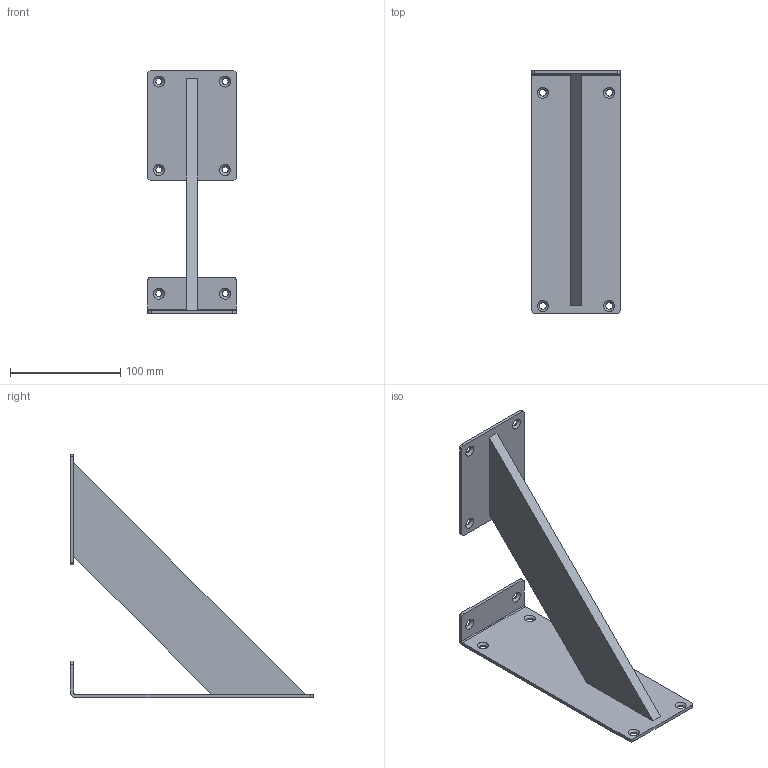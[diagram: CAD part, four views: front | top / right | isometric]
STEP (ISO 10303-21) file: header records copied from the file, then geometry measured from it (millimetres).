
FILE_DESCRIPTION(/* description */ ('Unknown'),/* implementation_level */ '2;1');
FILE_NAME(/* name */ '2024_05_03_Korfu_Korpus_Plus',/* time_stamp */ '2024-05-03T06:51:41+02:00',/* author */ ('Unknown'),/* organization */ ('Unknown'),/* preprocessor_version */ 'ST-DEVELOPER v19.4',/* originating_system */ 'Solid Edge',/* authorisation */ 'Unknown');
FILE_SCHEMA (('AUTOMOTIVE_DESIGN {1 0 10303 214 3 1 1}'));
Length unit declared in the file: millimetre
Products named in the file (4): Korfu Korpus Plus Alu; Konsole Korfu Korpus; Befestigungswinkel Korfu Plus Alu; Befestigungsplatte Korfu
Assembly tree (3 placements, depth 2):
  Korfu Korpus Plus Alu
    Konsole Korfu Korpus
    Befestigungswinkel Korfu Plus Alu
    Befestigungsplatte Korfu
Bounding box: 80 x 220 x 220 mm (x, y, z)
Volume: 222035.7 mm3; surface area: 93991.2 mm2
Topology: 3 solids, 3 shells, 76 faces, 206 edges, 136 vertices
Faces by surface type: plane 28, cylinder 26, cone 22
Full cylindrical faces by diameter (mm): 4.917 x4, 5.5 x6, 6 x4, 7.5 x2, 8 x2, 12 x2
Entity records: 2279 total; most frequent: DIRECTION 368, CARTESIAN_POINT 336, ORIENTED_EDGE 280, FACE_BOUND 152, EDGE_LOOP 148, AXIS2_PLACEMENT_3D 148, EDGE_CURVE 140, VERTEX_POINT 116
